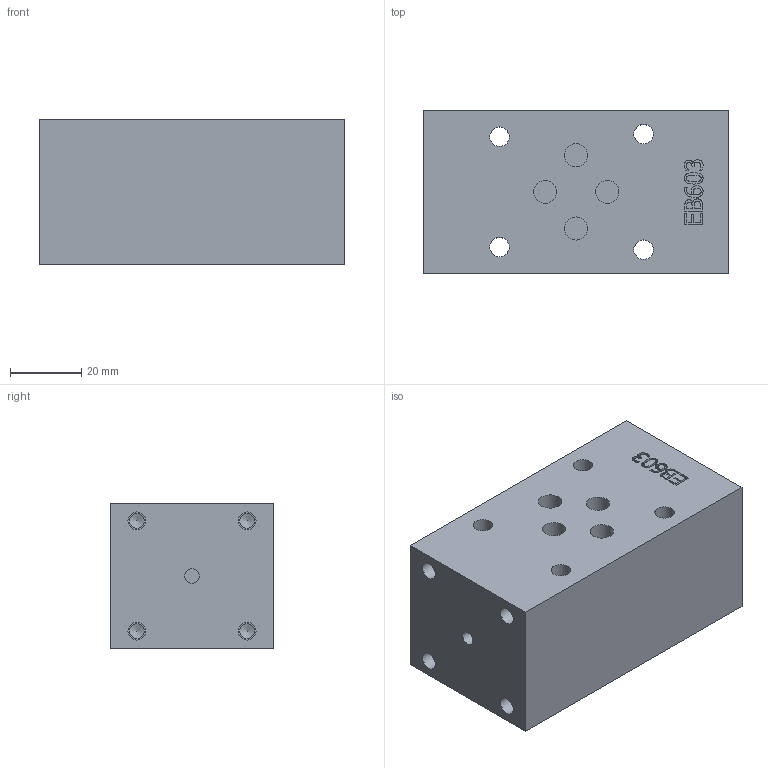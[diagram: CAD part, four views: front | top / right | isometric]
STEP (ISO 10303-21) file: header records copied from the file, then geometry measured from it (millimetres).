
FILE_DESCRIPTION(/* description */ (''),/* implementation_level */ '2;1');
FILE_NAME(/* name */ 'eb603.stp',/* time_stamp */ '2016-05-10T15:35:21+02:00',/* author */ ('Lemoine2'),/* organization */ (''),/* preprocessor_version */ 'ST-DEVELOPER v16.1',/* originating_system */ 'Autodesk Inventor 2016',/* authorisation */ '');
FILE_SCHEMA (('AUTOMOTIVE_DESIGN { 1 0 10303 214 3 1 1 }'));
Length unit declared in the file: millimetre
Products named in the file (1): eb603
Bounding box: 86 x 46 x 41 mm (x, y, z)
Volume: 153805.7 mm3; surface area: 24434.6 mm2
Topology: 1 solids, 1 shells, 175 faces, 430 edges, 287 vertices
Faces by surface type: plane 68, bspline 64, cylinder 34, cone 9
Full cylindrical faces by diameter (mm): 4 x2, 4.2 x8, 5 x8, 5.5 x4, 6.5 x8, 12 x4
Entity records: 5245 total; most frequent: CARTESIAN_POINT 1644, ORIENTED_EDGE 736, DIRECTION 532, EDGE_CURVE 368, VERTEX_POINT 268, EDGE_LOOP 256, AXIS2_PLACEMENT_3D 180, FACE_OUTER_BOUND 175
